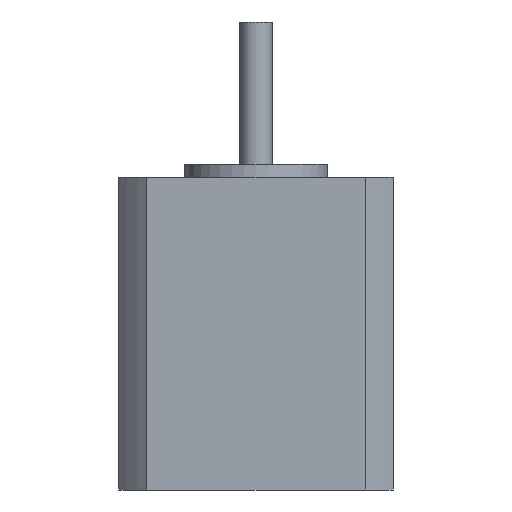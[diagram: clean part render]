
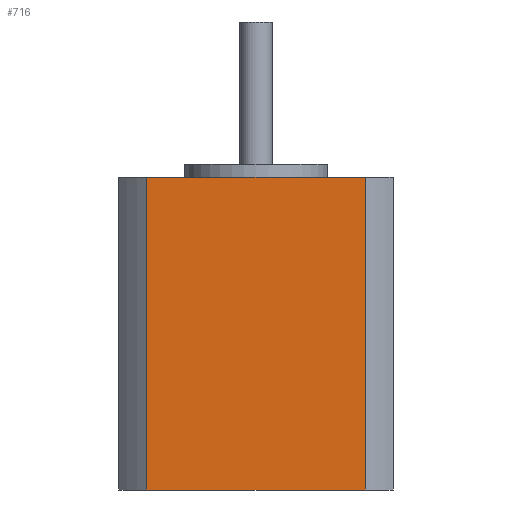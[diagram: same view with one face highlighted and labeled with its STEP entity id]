
A CAD part, front view. The second image highlights one B-rep face of the part: STEP entity #716.
In plain terms, the highlighted planar face has unit normal (0, -1, 0).
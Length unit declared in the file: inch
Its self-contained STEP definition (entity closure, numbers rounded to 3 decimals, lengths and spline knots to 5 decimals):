
#305=CARTESIAN_POINT('',(-0.65932,-0.83,0.0));
#306=VERTEX_POINT('',#305);
#314=CARTESIAN_POINT('',(-0.65932,-0.83,1.89));
#315=VERTEX_POINT('',#314);
#316=CARTESIAN_POINT('',(-0.65932,-0.83,1.89));
#317=DIRECTION('',(0.0,0.0,-1.0));
#318=VECTOR('',#317,1.89);
#319=LINE('',#316,#318);
#320=EDGE_CURVE('',#315,#306,#319,.T.);
#389=CARTESIAN_POINT('',(0.65932,-0.83,1.89));
#390=VERTEX_POINT('',#389);
#398=CARTESIAN_POINT('',(0.65932,-0.83,0.0));
#399=VERTEX_POINT('',#398);
#400=CARTESIAN_POINT('',(0.65932,-0.83,0.0));
#401=DIRECTION('',(0.0,0.0,1.0));
#402=VECTOR('',#401,1.89);
#403=LINE('',#400,#402);
#404=EDGE_CURVE('',#399,#390,#403,.T.);
#500=CARTESIAN_POINT('',(-0.65932,-0.83,1.89));
#501=DIRECTION('',(1.0,0.0,0.0));
#502=VECTOR('',#501,1.31864);
#503=LINE('',#500,#502);
#504=EDGE_CURVE('',#315,#390,#503,.T.);
#700=CARTESIAN_POINT('',(-0.705,-0.83,1.89));
#701=DIRECTION('',(0.0,-1.0,0.0));
#702=DIRECTION('',(0.0,0.0,-1.0));
#703=AXIS2_PLACEMENT_3D('',#700,#701,#702);
#704=PLANE('',#703);
#705=ORIENTED_EDGE('',*,*,#404,.T.);
#706=ORIENTED_EDGE('',*,*,#504,.F.);
#707=ORIENTED_EDGE('',*,*,#320,.T.);
#708=CARTESIAN_POINT('',(-0.65932,-0.83,0.0));
#709=DIRECTION('',(1.0,0.0,0.0));
#710=VECTOR('',#709,1.31864);
#711=LINE('',#708,#710);
#712=EDGE_CURVE('',#306,#399,#711,.T.);
#713=ORIENTED_EDGE('',*,*,#712,.T.);
#714=EDGE_LOOP('',(#705,#706,#707,#713));
#715=FACE_OUTER_BOUND('',#714,.T.);
#716=ADVANCED_FACE('',(#715),#704,.T.);
